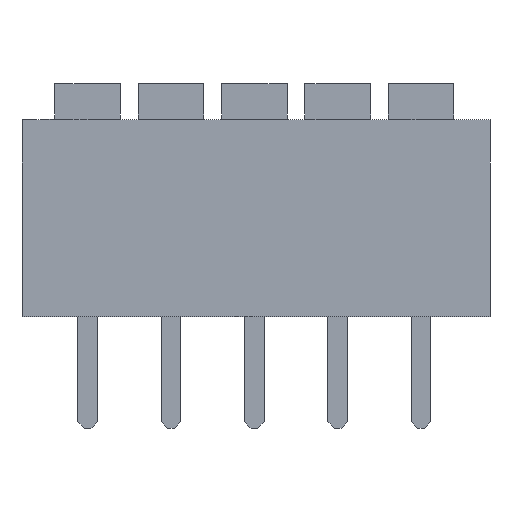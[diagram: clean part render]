
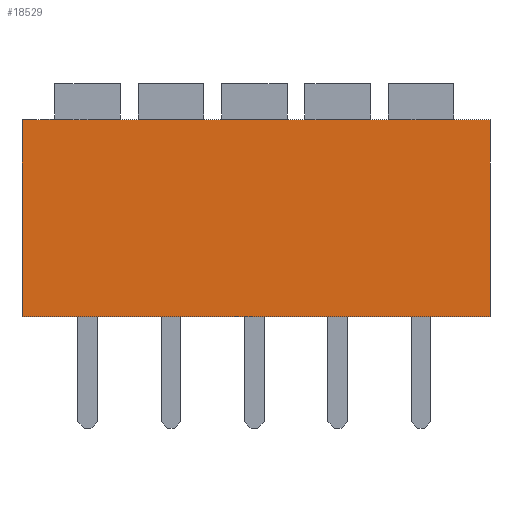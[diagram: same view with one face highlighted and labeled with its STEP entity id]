
A CAD part, front view. The second image highlights one B-rep face of the part: STEP entity #18529.
In plain terms, the highlighted planar face has unit normal (0, -1, 0).
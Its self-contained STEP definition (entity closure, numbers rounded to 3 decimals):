
#16860 = PLANE('',#16861);
#16861 = AXIS2_PLACEMENT_3D('',#16862,#16863,#16864);
#16862 = CARTESIAN_POINT('',(0.,9.9,0.));
#16863 = DIRECTION('',(1.,0.,0.));
#16864 = DIRECTION('',(0.,-1.,0.));
#16888 = PLANE('',#16889);
#16889 = AXIS2_PLACEMENT_3D('',#16890,#16891,#16892);
#16890 = CARTESIAN_POINT('',(0.,0.,6.));
#16891 = DIRECTION('',(0.,0.,-1.));
#16892 = DIRECTION('',(-1.,0.,0.));
#17293 = VERTEX_POINT('',#17294);
#17294 = CARTESIAN_POINT('',(0.,0.,0.));
#17308 = PLANE('',#17309);
#17309 = AXIS2_PLACEMENT_3D('',#17310,#17311,#17312);
#17310 = CARTESIAN_POINT('',(0.,0.,0.));
#17311 = DIRECTION('',(0.,0.,-1.));
#17312 = DIRECTION('',(-1.,0.,0.));
#17395 = VERTEX_POINT('',#17396);
#17396 = CARTESIAN_POINT('',(0.,0.,6.));
#17417 = EDGE_CURVE('',#17293,#17395,#17418,.T.);
#17418 = SURFACE_CURVE('',#17419,(#17423,#17430),.PCURVE_S1.);
#17419 = LINE('',#17420,#17421);
#17420 = CARTESIAN_POINT('',(0.,0.,0.));
#17421 = VECTOR('',#17422,1.);
#17422 = DIRECTION('',(0.,0.,1.));
#17423 = PCURVE('',#16860,#17424);
#17424 = DEFINITIONAL_REPRESENTATION('',(#17425),#17429);
#17425 = LINE('',#17426,#17427);
#17426 = CARTESIAN_POINT('',(9.9,0.));
#17427 = VECTOR('',#17428,1.);
#17428 = DIRECTION('',(0.,-1.));
#17429 = ( GEOMETRIC_REPRESENTATION_CONTEXT(2) 
PARAMETRIC_REPRESENTATION_CONTEXT() REPRESENTATION_CONTEXT('2D SPACE',''
  ) );
#17430 = PCURVE('',#17431,#17436);
#17431 = PLANE('',#17432);
#17432 = AXIS2_PLACEMENT_3D('',#17433,#17434,#17435);
#17433 = CARTESIAN_POINT('',(0.,0.,0.));
#17434 = DIRECTION('',(0.,1.,0.));
#17435 = DIRECTION('',(1.,0.,0.));
#17436 = DEFINITIONAL_REPRESENTATION('',(#17437),#17441);
#17437 = LINE('',#17438,#17439);
#17438 = CARTESIAN_POINT('',(0.,0.));
#17439 = VECTOR('',#17440,1.);
#17440 = DIRECTION('',(0.,-1.));
#17441 = ( GEOMETRIC_REPRESENTATION_CONTEXT(2) 
PARAMETRIC_REPRESENTATION_CONTEXT() REPRESENTATION_CONTEXT('2D SPACE',''
  ) );
#17500 = EDGE_CURVE('',#17395,#17501,#17503,.T.);
#17501 = VERTEX_POINT('',#17502);
#17502 = CARTESIAN_POINT('',(14.26,0.,6.));
#17503 = SURFACE_CURVE('',#17504,(#17508,#17515),.PCURVE_S1.);
#17504 = LINE('',#17505,#17506);
#17505 = CARTESIAN_POINT('',(0.,0.,6.));
#17506 = VECTOR('',#17507,1.);
#17507 = DIRECTION('',(1.,0.,0.));
#17508 = PCURVE('',#16888,#17509);
#17509 = DEFINITIONAL_REPRESENTATION('',(#17510),#17514);
#17510 = LINE('',#17511,#17512);
#17511 = CARTESIAN_POINT('',(0.,0.));
#17512 = VECTOR('',#17513,1.);
#17513 = DIRECTION('',(-1.,0.));
#17514 = ( GEOMETRIC_REPRESENTATION_CONTEXT(2) 
PARAMETRIC_REPRESENTATION_CONTEXT() REPRESENTATION_CONTEXT('2D SPACE',''
  ) );
#17515 = PCURVE('',#17431,#17516);
#17516 = DEFINITIONAL_REPRESENTATION('',(#17517),#17521);
#17517 = LINE('',#17518,#17519);
#17518 = CARTESIAN_POINT('',(0.,-6.));
#17519 = VECTOR('',#17520,1.);
#17520 = DIRECTION('',(1.,0.));
#17521 = ( GEOMETRIC_REPRESENTATION_CONTEXT(2) 
PARAMETRIC_REPRESENTATION_CONTEXT() REPRESENTATION_CONTEXT('2D SPACE',''
  ) );
#17607 = PLANE('',#17608);
#17608 = AXIS2_PLACEMENT_3D('',#17609,#17610,#17611);
#17609 = CARTESIAN_POINT('',(14.26,0.,0.));
#17610 = DIRECTION('',(-1.,0.,0.));
#17611 = DIRECTION('',(0.,1.,0.));
#18348 = EDGE_CURVE('',#17293,#18349,#18351,.T.);
#18349 = VERTEX_POINT('',#18350);
#18350 = CARTESIAN_POINT('',(14.26,0.,0.));
#18351 = SURFACE_CURVE('',#18352,(#18356,#18363),.PCURVE_S1.);
#18352 = LINE('',#18353,#18354);
#18353 = CARTESIAN_POINT('',(0.,0.,0.));
#18354 = VECTOR('',#18355,1.);
#18355 = DIRECTION('',(1.,0.,0.));
#18356 = PCURVE('',#17308,#18357);
#18357 = DEFINITIONAL_REPRESENTATION('',(#18358),#18362);
#18358 = LINE('',#18359,#18360);
#18359 = CARTESIAN_POINT('',(0.,0.));
#18360 = VECTOR('',#18361,1.);
#18361 = DIRECTION('',(-1.,0.));
#18362 = ( GEOMETRIC_REPRESENTATION_CONTEXT(2) 
PARAMETRIC_REPRESENTATION_CONTEXT() REPRESENTATION_CONTEXT('2D SPACE',''
  ) );
#18363 = PCURVE('',#17431,#18364);
#18364 = DEFINITIONAL_REPRESENTATION('',(#18365),#18369);
#18365 = LINE('',#18366,#18367);
#18366 = CARTESIAN_POINT('',(0.,0.));
#18367 = VECTOR('',#18368,1.);
#18368 = DIRECTION('',(1.,0.));
#18369 = ( GEOMETRIC_REPRESENTATION_CONTEXT(2) 
PARAMETRIC_REPRESENTATION_CONTEXT() REPRESENTATION_CONTEXT('2D SPACE',''
  ) );
#18529 = ADVANCED_FACE('',(#18530),#17431,.F.);
#18530 = FACE_BOUND('',#18531,.F.);
#18531 = EDGE_LOOP('',(#18532,#18533,#18534,#18555));
#18532 = ORIENTED_EDGE('',*,*,#17417,.T.);
#18533 = ORIENTED_EDGE('',*,*,#17500,.T.);
#18534 = ORIENTED_EDGE('',*,*,#18535,.F.);
#18535 = EDGE_CURVE('',#18349,#17501,#18536,.T.);
#18536 = SURFACE_CURVE('',#18537,(#18541,#18548),.PCURVE_S1.);
#18537 = LINE('',#18538,#18539);
#18538 = CARTESIAN_POINT('',(14.26,0.,0.));
#18539 = VECTOR('',#18540,1.);
#18540 = DIRECTION('',(0.,0.,1.));
#18541 = PCURVE('',#17431,#18542);
#18542 = DEFINITIONAL_REPRESENTATION('',(#18543),#18547);
#18543 = LINE('',#18544,#18545);
#18544 = CARTESIAN_POINT('',(14.26,0.));
#18545 = VECTOR('',#18546,1.);
#18546 = DIRECTION('',(0.,-1.));
#18547 = ( GEOMETRIC_REPRESENTATION_CONTEXT(2) 
PARAMETRIC_REPRESENTATION_CONTEXT() REPRESENTATION_CONTEXT('2D SPACE',''
  ) );
#18548 = PCURVE('',#17607,#18549);
#18549 = DEFINITIONAL_REPRESENTATION('',(#18550),#18554);
#18550 = LINE('',#18551,#18552);
#18551 = CARTESIAN_POINT('',(0.,0.));
#18552 = VECTOR('',#18553,1.);
#18553 = DIRECTION('',(0.,-1.));
#18554 = ( GEOMETRIC_REPRESENTATION_CONTEXT(2) 
PARAMETRIC_REPRESENTATION_CONTEXT() REPRESENTATION_CONTEXT('2D SPACE',''
  ) );
#18555 = ORIENTED_EDGE('',*,*,#18348,.F.);
